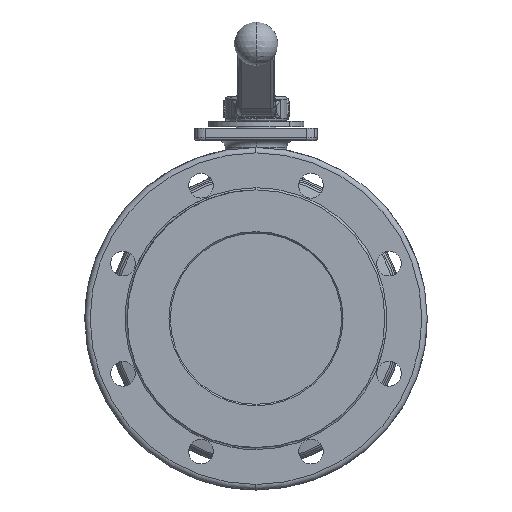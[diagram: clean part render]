
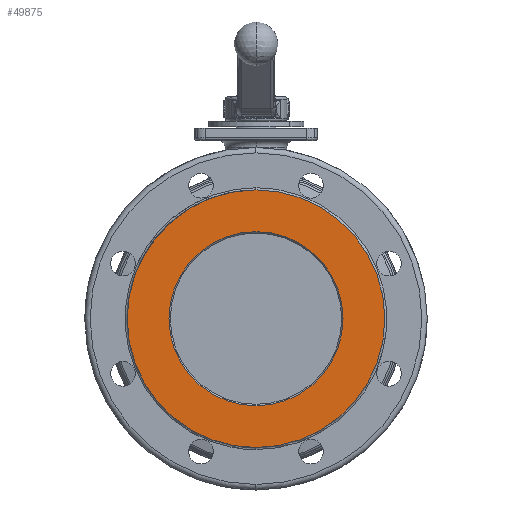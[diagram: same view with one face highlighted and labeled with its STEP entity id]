
A CAD part, left-side view. The second image highlights one B-rep face of the part: STEP entity #49875.
In plain terms, the highlighted planar face has unit normal (-1, 0, 0).
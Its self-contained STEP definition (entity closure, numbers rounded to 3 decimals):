
#12668=CARTESIAN_POINT('',(-102.,0.,63.5));
#12669=VERTEX_POINT('',#12668);
#12678=CARTESIAN_POINT('',(-102.,-0.,-63.5));
#12679=VERTEX_POINT('',#12678);
#12680=CARTESIAN_POINT('',(-102.,-0.,-0.));
#12681=DIRECTION('',(-1.,-0.,-0.));
#12682=DIRECTION('',(-0.,0.,1.));
#12683=AXIS2_PLACEMENT_3D('',#12680,#12681,#12682);
#12684=CIRCLE('',#12683,63.5);
#12685=EDGE_CURVE('',#12669,#12679,#12684,.T.);
#13526=CARTESIAN_POINT('',(-102.,94.,-0.));
#13527=VERTEX_POINT('',#13526);
#13542=CARTESIAN_POINT('',(-102.,-94.,-0.));
#13543=VERTEX_POINT('',#13542);
#13550=CARTESIAN_POINT('',(-102.,-0.,-0.));
#13551=DIRECTION('',(1.,0.,0.));
#13552=DIRECTION('',(-0.,1.,-0.));
#13553=AXIS2_PLACEMENT_3D('',#13550,#13551,#13552);
#13554=CIRCLE('',#13553,94.);
#13555=EDGE_CURVE('',#13543,#13527,#13554,.T.);
#49581=CARTESIAN_POINT('',(-102.,-0.,-0.));
#49582=DIRECTION('',(1.,0.,0.));
#49583=DIRECTION('',(-0.,1.,-0.));
#49584=AXIS2_PLACEMENT_3D('',#49581,#49582,#49583);
#49585=CIRCLE('',#49584,94.);
#49586=EDGE_CURVE('',#13527,#13543,#49585,.T.);
#49856=CARTESIAN_POINT('',(-102.,-0.,-62.5));
#49857=DIRECTION('',(1.,0.,0.));
#49858=DIRECTION('',(-0.,1.,0.));
#49859=AXIS2_PLACEMENT_3D('',#49856,#49857,#49858);
#49860=PLANE('',#49859);
#49861=ORIENTED_EDGE('',*,*,#13555,.F.);
#49862=ORIENTED_EDGE('',*,*,#49586,.F.);
#49863=EDGE_LOOP('',(#49861,#49862));
#49864=FACE_BOUND('',#49863,.T.);
#49865=CARTESIAN_POINT('',(-102.,-0.,-0.));
#49866=DIRECTION('',(-1.,-0.,-0.));
#49867=DIRECTION('',(-0.,0.,1.));
#49868=AXIS2_PLACEMENT_3D('',#49865,#49866,#49867);
#49869=CIRCLE('',#49868,63.5);
#49870=EDGE_CURVE('',#12679,#12669,#49869,.T.);
#49871=ORIENTED_EDGE('',*,*,#49870,.F.);
#49872=ORIENTED_EDGE('',*,*,#12685,.F.);
#49873=EDGE_LOOP('',(#49871,#49872));
#49874=FACE_BOUND('',#49873,.T.);
#49875=ADVANCED_FACE('',(#49864,#49874),#49860,.F.);
